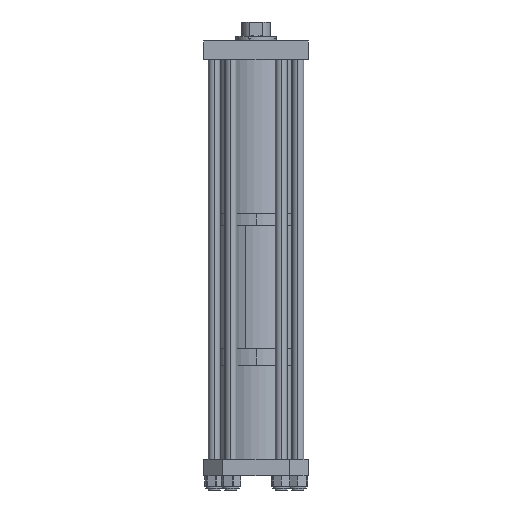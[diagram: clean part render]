
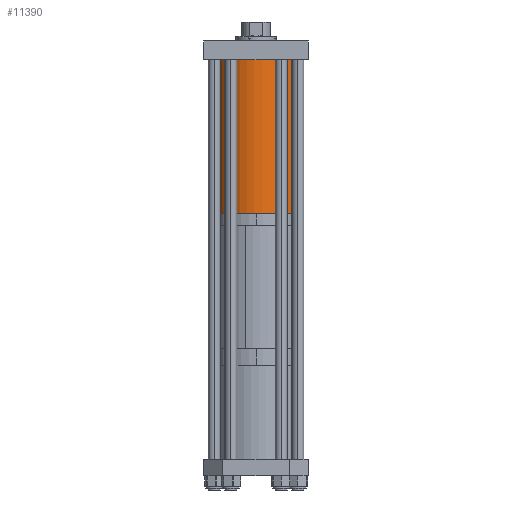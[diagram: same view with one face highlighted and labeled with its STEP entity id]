
A CAD part, left-side view. The second image highlights one B-rep face of the part: STEP entity #11390.
In plain terms, the highlighted cylindrical face has radius 114.3 mm (diameter 228.6 mm), a partial arc.
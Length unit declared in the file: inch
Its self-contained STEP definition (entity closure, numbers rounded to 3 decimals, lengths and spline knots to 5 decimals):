
#822 = VECTOR ( 'NONE', #6642, 39.37008 ) ;
#1887 = VERTEX_POINT ( 'NONE', #9970 ) ;
#1906 = DIRECTION ( 'NONE',  ( 0., 0., 1. ) ) ;
#2053 = CARTESIAN_POINT ( 'NONE',  ( -4.5, 0., 0. ) ) ;
#2678 = DIRECTION ( 'NONE',  ( 1., 0., 0. ) ) ;
#2709 = CARTESIAN_POINT ( 'NONE',  ( 4.5, 0., 0. ) ) ;
#2855 = AXIS2_PLACEMENT_3D ( 'NONE', #5526, #7279, #8151 ) ;
#3156 = VERTEX_POINT ( 'NONE', #2709 ) ;
#3256 = LINE ( 'NONE', #10215, #822 ) ;
#3842 = EDGE_CURVE ( 'NONE', #1887, #7139, #8107, .T. ) ;
#3908 = ORIENTED_EDGE ( 'NONE', *, *, #6056, .T. ) ;
#4119 = CARTESIAN_POINT ( 'NONE',  ( 4.5, 0., 16.187 ) ) ;
#5526 = CARTESIAN_POINT ( 'NONE',  ( 0., 0., 0. ) ) ;
#5670 = CIRCLE ( 'NONE', #2855, 4.5 ) ;
#6056 = EDGE_CURVE ( 'NONE', #8826, #3156, #5670, .T. ) ;
#6291 = ORIENTED_EDGE ( 'NONE', *, *, #3842, .F. ) ;
#6334 = CARTESIAN_POINT ( 'NONE',  ( -4.5, 0., 16.187 ) ) ;
#6642 = DIRECTION ( 'NONE',  ( 0., 0., -1. ) ) ;
#6836 = FACE_OUTER_BOUND ( 'NONE', #9392, .T. ) ;
#7139 = VERTEX_POINT ( 'NONE', #4119 ) ;
#7279 = DIRECTION ( 'NONE',  ( 0., 0., 1. ) ) ;
#7838 = VECTOR ( 'NONE', #10392, 39.37008 ) ;
#8107 = CIRCLE ( 'NONE', #10789, 4.5 ) ;
#8151 = DIRECTION ( 'NONE',  ( 1., 0., 0. ) ) ;
#8261 = CARTESIAN_POINT ( 'NONE',  ( 0., 0., 16.187 ) ) ;
#8826 = VERTEX_POINT ( 'NONE', #2053 ) ;
#8989 = ORIENTED_EDGE ( 'NONE', *, *, #9747, .T. ) ;
#9307 = ORIENTED_EDGE ( 'NONE', *, *, #10219, .F. ) ;
#9392 = EDGE_LOOP ( 'NONE', ( #9307, #6291, #8989, #3908 ) ) ;
#9747 = EDGE_CURVE ( 'NONE', #1887, #8826, #10665, .T. ) ;
#9944 = DIRECTION ( 'NONE',  ( 0., 0., -1. ) ) ;
#9970 = CARTESIAN_POINT ( 'NONE',  ( -4.5, 0., 16.187 ) ) ;
#10215 = CARTESIAN_POINT ( 'NONE',  ( 4.5, 0., 16.187 ) ) ;
#10219 = EDGE_CURVE ( 'NONE', #7139, #3156, #3256, .T. ) ;
#10392 = DIRECTION ( 'NONE',  ( 0., 0., -1. ) ) ;
#10565 = AXIS2_PLACEMENT_3D ( 'NONE', #10752, #9944, #10837 ) ;
#10665 = LINE ( 'NONE', #6334, #7838 ) ;
#10752 = CARTESIAN_POINT ( 'NONE',  ( 0., 0., 16.187 ) ) ;
#10789 = AXIS2_PLACEMENT_3D ( 'NONE', #8261, #1906, #2678 ) ;
#10837 = DIRECTION ( 'NONE',  ( -1., 0., 0. ) ) ;
#11107 = CYLINDRICAL_SURFACE ( 'NONE', #10565, 4.5 ) ;
#11390 = ADVANCED_FACE ( 'NONE', ( #6836 ), #11107, .T. ) ;
